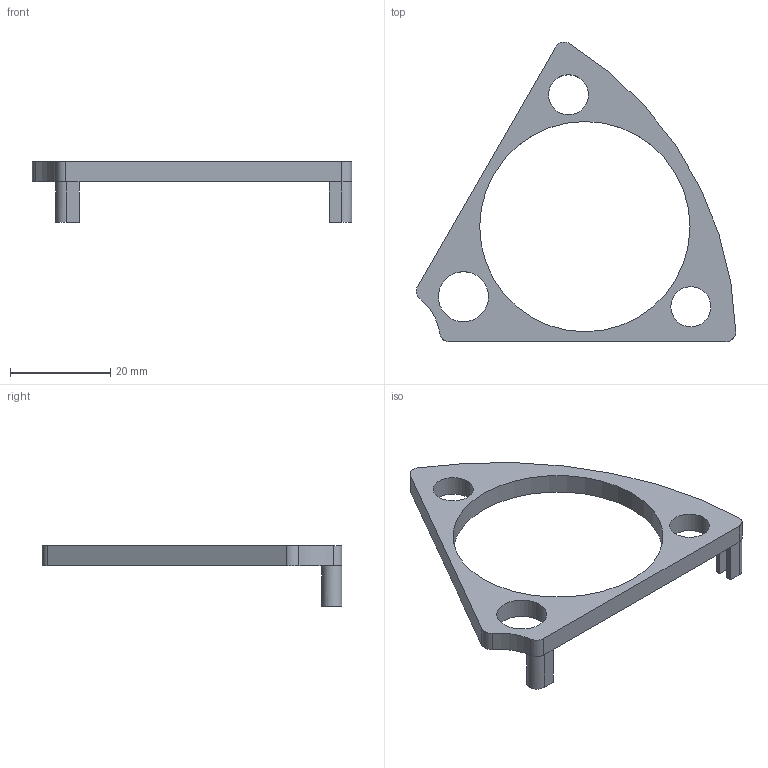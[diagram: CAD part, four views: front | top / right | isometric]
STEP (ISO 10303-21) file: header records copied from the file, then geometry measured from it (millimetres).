
FILE_DESCRIPTION(('FreeCAD Model'),'2;1');
FILE_NAME('ArduHMI_holder_left.step','2021-02-16T19:04:32',('Author'),(''), 'Open CASCADE STEP processor 7.3','FreeCAD','Unknown');
FILE_SCHEMA(('AUTOMOTIVE_DESIGN { 1 0 10303 214 1 1 1 1 }'));
Length unit declared in the file: millimetre
Products named in the file (1): holder_left
Bounding box: 63.81 x 59.86 x 12 mm (x, y, z)
Volume: 3938.8 mm3; surface area: 3832.7 mm2
Topology: 1 solids, 1 shells, 34 faces, 89 edges, 57 vertices
Faces by surface type: plane 22, cylinder 12
Full cylindrical faces by diameter (mm): 8 x2, 10 x1, 42 x1
Entity records: 2319 total; most frequent: CARTESIAN_POINT 521, DIRECTION 337, LINE 213, VECTOR 213, ORIENTED_EDGE 178, PCURVE 178, DEFINITIONAL_REPRESENTATION 178, EDGE_CURVE 89
